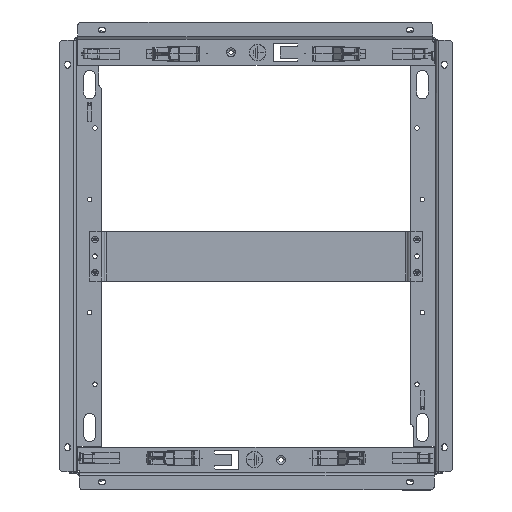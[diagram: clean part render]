
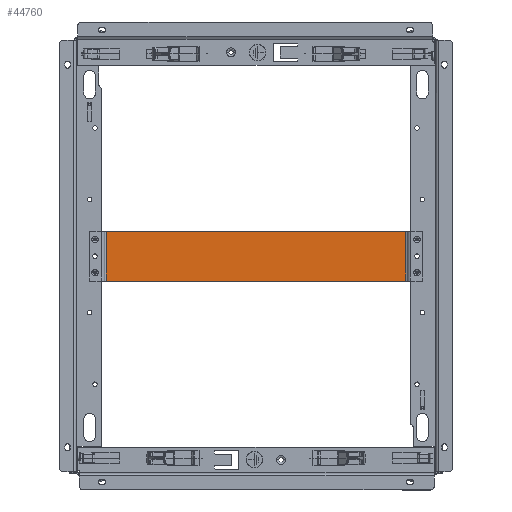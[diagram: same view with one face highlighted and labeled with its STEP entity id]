
A CAD part, top view. The second image highlights one B-rep face of the part: STEP entity #44760.
In plain terms, the highlighted planar face has unit normal (0, 0, 1).
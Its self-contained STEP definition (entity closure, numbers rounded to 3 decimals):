
#44740=AXIS2_PLACEMENT_3D('Plane Axis2P3D',#44737,#44738,#44739) ;
#44556=CARTESIAN_POINT('Vertex',(-15.,90.,1.)) ;
#44652=CARTESIAN_POINT('Vertex',(-15.,-90.,1.)) ;
#44655=CARTESIAN_POINT('Line Origine',(-15.,0.,1.)) ;
#44677=CARTESIAN_POINT('Line Origine',(0.,90.,1.)) ;
#44681=CARTESIAN_POINT('Vertex',(15.,90.,1.)) ;
#44737=CARTESIAN_POINT('Axis2P3D Location',(0.,0.,1.)) ;
#44742=CARTESIAN_POINT('Line Origine',(0.,-90.,1.)) ;
#44746=CARTESIAN_POINT('Vertex',(15.,-90.,1.)) ;
#44749=CARTESIAN_POINT('Line Origine',(15.,0.,1.)) ;
#44656=DIRECTION('Vector Direction',(0.,1.,0.)) ;
#44678=DIRECTION('Vector Direction',(1.,0.,0.)) ;
#44738=DIRECTION('Axis2P3D Direction',(0.,0.,-1.)) ;
#44739=DIRECTION('Axis2P3D XDirection',(0.,1.,0.)) ;
#44743=DIRECTION('Vector Direction',(1.,0.,0.)) ;
#44750=DIRECTION('Vector Direction',(0.,1.,0.)) ;
#44657=VECTOR('Line Direction',#44656,1.) ;
#44679=VECTOR('Line Direction',#44678,1.) ;
#44744=VECTOR('Line Direction',#44743,1.) ;
#44751=VECTOR('Line Direction',#44750,1.) ;
#44755=ORIENTED_EDGE('',*,*,#44748,.T.) ;
#44756=ORIENTED_EDGE('',*,*,#44753,.F.) ;
#44757=ORIENTED_EDGE('',*,*,#44683,.F.) ;
#44758=ORIENTED_EDGE('',*,*,#44659,.T.) ;
#44760=ADVANCED_FACE('Corps principal',(#44759),#44741,.F.) ;
#44659=EDGE_CURVE('',#44557,#44653,#44658,.F.) ;
#44683=EDGE_CURVE('',#44557,#44682,#44680,.T.) ;
#44748=EDGE_CURVE('',#44653,#44747,#44745,.T.) ;
#44753=EDGE_CURVE('',#44682,#44747,#44752,.F.) ;
#44754=EDGE_LOOP('',(#44755,#44756,#44757,#44758)) ;
#44759=FACE_OUTER_BOUND('',#44754,.T.) ;
#44658=LINE('Line',#44655,#44657) ;
#44680=LINE('Line',#44677,#44679) ;
#44745=LINE('Line',#44742,#44744) ;
#44752=LINE('Line',#44749,#44751) ;
#44741=PLANE('',#44740) ;
#44557=VERTEX_POINT('',#44556) ;
#44653=VERTEX_POINT('',#44652) ;
#44682=VERTEX_POINT('',#44681) ;
#44747=VERTEX_POINT('',#44746) ;
